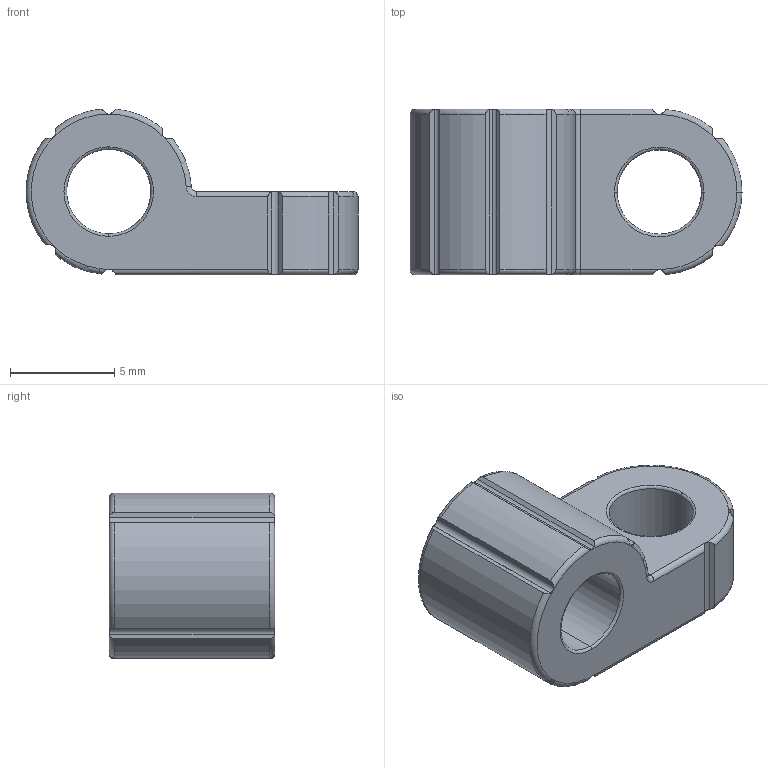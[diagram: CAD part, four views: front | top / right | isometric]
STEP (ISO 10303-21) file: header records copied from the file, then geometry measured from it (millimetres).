
FILE_DESCRIPTION (( 'STEP AP203' ), '1' );
FILE_NAME ('2902-0025-0001.STEP', '2021-11-03T20:30:15', ( '' ), ( '' ), 'SwSTEP 2.0', 'SolidWorks 2016', '' );
FILE_SCHEMA (( 'CONFIG_CONTROL_DESIGN' ));
Length unit declared in the file: millimetre
Products named in the file (1): 2902-0025-0001
Bounding box: 15.95 x 7.95 x 7.96 mm (x, y, z)
Volume: 488.5 mm3; surface area: 579 mm2
Topology: 1 solids, 1 shells, 81 faces, 205 edges, 126 vertices
Faces by surface type: cylinder 30, torus 28, plane 23
Entity records: 2636 total; most frequent: CARTESIAN_POINT 703, ORIENTED_EDGE 410, DIRECTION 369, EDGE_CURVE 205, AXIS2_PLACEMENT_3D 156, VERTEX_POINT 126, EDGE_LOOP 85, ADVANCED_FACE 81
